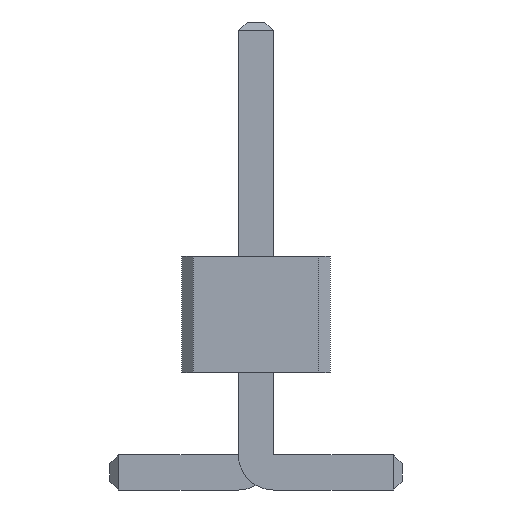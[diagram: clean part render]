
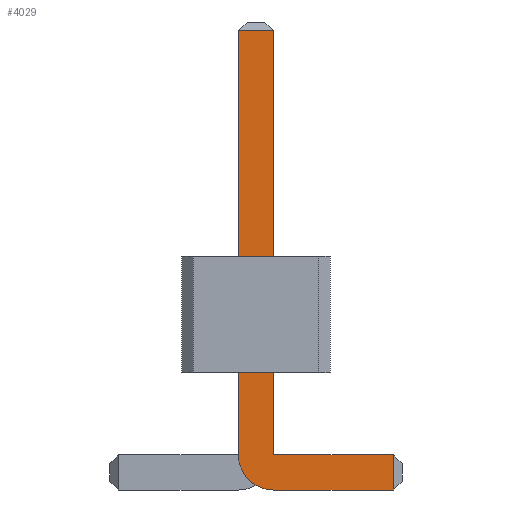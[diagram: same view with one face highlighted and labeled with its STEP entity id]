
A CAD part, front view. The second image highlights one B-rep face of the part: STEP entity #4029.
In plain terms, the highlighted planar face has unit normal (0, -1, 0).
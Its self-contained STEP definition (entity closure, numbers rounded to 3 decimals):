
#67=DIRECTION('',(1.,0.,0.));
#1808=VECTOR('',#67,1.);
#1861=DIRECTION('',(-1.,0.,0.));
#3599=VECTOR('',#1861,1.);
#3838=DIRECTION('',(-0.,1.,0.));
#3839=DIRECTION('',(0.,0.,-1.));
#3846=VECTOR('',#3847,1.);
#3847=DIRECTION('',(0.,0.,1.));
#3858=VECTOR('',#3839,1.);
#3870=DIRECTION('',(0.,1.,0.));
#3871=DIRECTION('',(1.,0.,0.));
#3878=VERTEX_POINT('',#3879);
#3879=CARTESIAN_POINT('',(1.175,-15.15,0.));
#3882=ORIENTED_EDGE('',*,*,#3883,.T.);
#3883=EDGE_CURVE('',#3878,#3884,#3886,.T.);
#3884=VERTEX_POINT('',#3885);
#3885=CARTESIAN_POINT('',(0.15,-15.15,0.));
#3886=LINE('',#3887,#3599);
#3887=CARTESIAN_POINT('',(1.25,-15.15,0.));
#3924=VERTEX_POINT('',#3925);
#3925=CARTESIAN_POINT('',(-0.15,-15.15,0.3));
#3928=EDGE_CURVE('',#3884,#3924,#3929,.T.);
#3929=CIRCLE('',#3930,0.3);
#3930=AXIS2_PLACEMENT_3D('',#3931,#3838,#3839);
#3931=CARTESIAN_POINT('',(0.15,-15.15,0.3));
#3940=VERTEX_POINT('',#3931);
#3942=ORIENTED_EDGE('',*,*,#3943,.T.);
#3943=EDGE_CURVE('',#3940,#3944,#3946,.T.);
#3944=VERTEX_POINT('',#3945);
#3945=CARTESIAN_POINT('',(1.175,-15.15,0.3));
#3946=LINE('',#3931,#1808);
#3956=ORIENTED_EDGE('',*,*,#3957,.T.);
#3957=EDGE_CURVE('',#3924,#3958,#3960,.T.);
#3958=VERTEX_POINT('',#3959);
#3959=CARTESIAN_POINT('',(-0.15,-15.15,3.925));
#3960=LINE('',#3961,#3846);
#3961=CARTESIAN_POINT('',(-0.15,-15.15,0.));
#3974=VERTEX_POINT('',#3975);
#3975=CARTESIAN_POINT('',(0.15,-15.15,3.925));
#3977=ORIENTED_EDGE('',*,*,#3978,.T.);
#3978=EDGE_CURVE('',#3974,#3940,#3979,.T.);
#3979=LINE('',#3980,#3858);
#3980=CARTESIAN_POINT('',(0.15,-15.15,4.));
#4029=ADVANCED_FACE('',(#4030),#4039,.F.);
#4030=FACE_BOUND('',#4031,.F.);
#4031=EDGE_LOOP('',(#3882,#4032,#3956,#4033,#3977,#3942,#4036));
#4032=ORIENTED_EDGE('',*,*,#3928,.T.);
#4033=ORIENTED_EDGE('',*,*,#4034,.T.);
#4034=EDGE_CURVE('',#3958,#3974,#4035,.T.);
#4035=LINE('',#3959,#1808);
#4036=ORIENTED_EDGE('',*,*,#4037,.T.);
#4037=EDGE_CURVE('',#3944,#3878,#4038,.T.);
#4038=LINE('',#3945,#3858);
#4039=PLANE('',#4040);
#4040=AXIS2_PLACEMENT_3D('',#4041,#3870,#3871);
#4041=CARTESIAN_POINT('',(0.173,-15.15,1.623));
